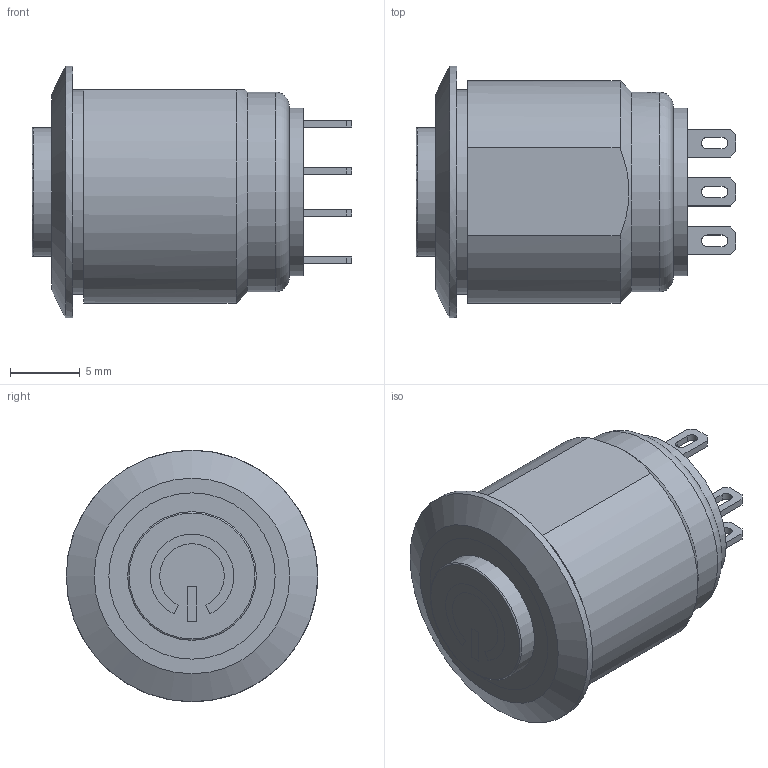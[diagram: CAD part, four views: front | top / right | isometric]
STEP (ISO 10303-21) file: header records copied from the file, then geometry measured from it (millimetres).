
FILE_DESCRIPTION(/* description */ (''),/* implementation_level */ '2;1');
FILE_NAME(/* name */ '100119175_Shrinkwrap_1.stp',/* time_stamp */ '2023-03-08T09:55:50-06:00',/* author */ ('jmeyers'),/* organization */ (''),/* preprocessor_version */ 'ST-DEVELOPER v18.1',/* originating_system */ 'Autodesk Inventor 2020',/* authorisation */ '');
FILE_SCHEMA (('AUTOMOTIVE_DESIGN { 1 0 10303 214 3 1 1 }'));
Length unit declared in the file: millimetre
Products named in the file (1): 100119175_Shrinkwrap_1
Bounding box: 22.9 x 18 x 18 mm (x, y, z)
Volume: 3434.7 mm3; surface area: 1494.2 mm2
Topology: 1 solids, 1 shells, 184 faces, 478 edges, 316 vertices
Faces by surface type: plane 112, bspline 43, cylinder 25, cone 2, torus 2
Full cylindrical faces by diameter (mm): 9.2 x1, 12 x1, 14.3 x1, 14.6 x1, 18 x1
Entity records: 6380 total; most frequent: CARTESIAN_POINT 2006, ORIENTED_EDGE 956, DIRECTION 744, EDGE_CURVE 478, LINE 330, VECTOR 330, VERTEX_POINT 316, EDGE_LOOP 216
